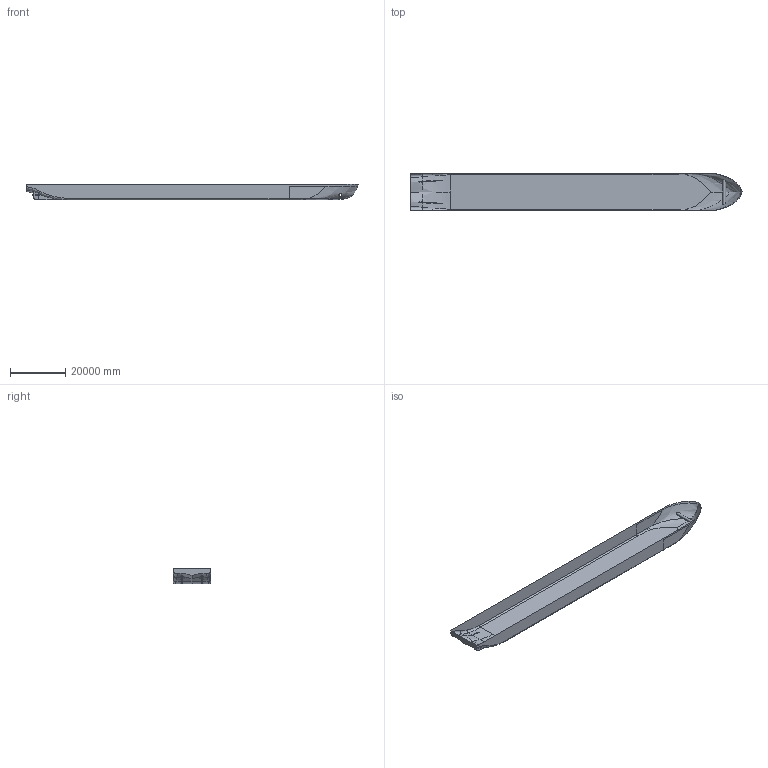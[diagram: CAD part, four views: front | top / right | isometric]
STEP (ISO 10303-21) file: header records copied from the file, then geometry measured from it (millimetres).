
FILE_DESCRIPTION(('FreeCAD Model'),'2;1');
FILE_NAME('Open CASCADE Shape Model','2024-10-31T19:21:20',(''),(''), 'Open CASCADE STEP processor 7.6','FreeCAD','Unknown');
FILE_SCHEMA(('AUTOMOTIVE_DESIGN { 1 0 10303 214 1 1 1 1 }'));
Products named in the file (1): my_shell
Bounding box: 119748.14 x 13400 x 5527 mm (x, y, z)
Surface area: 2854028818.3 mm2 (no closed solid volume)
Topology: 0 solids, 1 shells, 88 faces, 215 edges, 128 vertices
Faces by surface type: bspline 74, plane 8, cylinder 4, extrusion 2
Entity records: 46199 total; most frequent: CARTESIAN_POINT 42925, B_SPLINE_CURVE_WITH_KNOTS 451, ORIENTED_EDGE 423, PCURVE 423, DEFINITIONAL_REPRESENTATION 423, DIRECTION 221, EDGE_CURVE 215, SURFACE_CURVE 215
